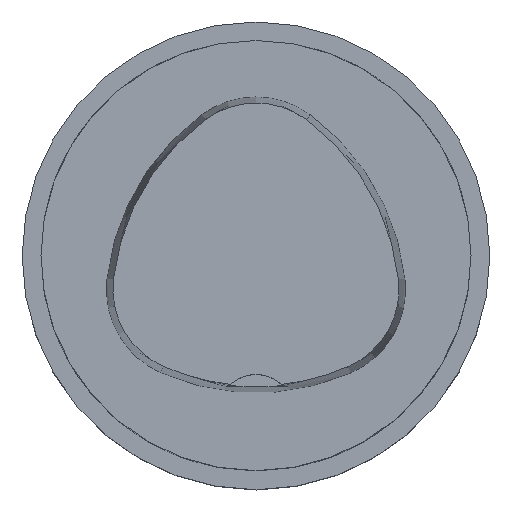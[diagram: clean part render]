
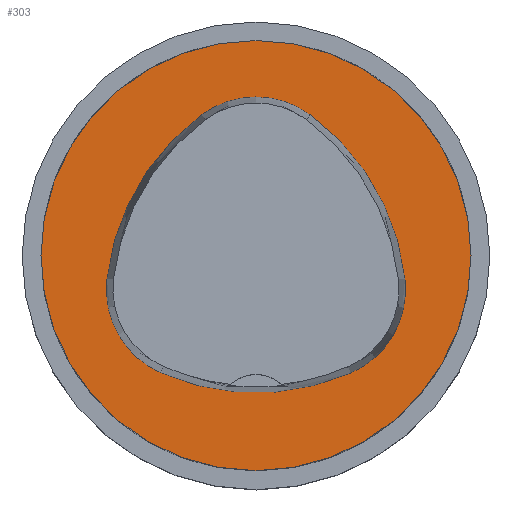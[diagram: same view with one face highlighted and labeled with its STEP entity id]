
A CAD part, top view. The second image highlights one B-rep face of the part: STEP entity #303.
In plain terms, the highlighted planar face has unit normal (0, 0, 1).
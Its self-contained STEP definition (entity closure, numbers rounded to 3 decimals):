
#229=PLANE('',#810);
#303=ADVANCED_FACE('',(#350,#351),#229,.T.);
#350=FACE_BOUND('',#396,.T.);
#351=FACE_BOUND('',#397,.T.);
#396=EDGE_LOOP('',(#533,#534,#535,#536,#537,#538));
#397=EDGE_LOOP('',(#539));
#533=ORIENTED_EDGE('',*,*,#708,.T.);
#534=ORIENTED_EDGE('',*,*,#688,.T.);
#535=ORIENTED_EDGE('',*,*,#692,.T.);
#536=ORIENTED_EDGE('',*,*,#695,.T.);
#537=ORIENTED_EDGE('',*,*,#698,.T.);
#538=ORIENTED_EDGE('',*,*,#706,.T.);
#539=ORIENTED_EDGE('',*,*,#679,.F.);
#612=VERTEX_POINT('',#1128);
#621=VERTEX_POINT('',#1147);
#622=VERTEX_POINT('',#1148);
#625=VERTEX_POINT('',#1156);
#627=VERTEX_POINT('',#1162);
#629=VERTEX_POINT('',#1168);
#636=VERTEX_POINT('',#1189);
#679=EDGE_CURVE('',#612,#612,#730,.T.);
#688=EDGE_CURVE('',#621,#622,#731,.T.);
#692=EDGE_CURVE('',#622,#625,#733,.T.);
#695=EDGE_CURVE('',#625,#627,#735,.T.);
#698=EDGE_CURVE('',#627,#629,#737,.T.);
#706=EDGE_CURVE('',#629,#636,#741,.T.);
#708=EDGE_CURVE('',#636,#621,#743,.T.);
#730=CIRCLE('',#782,40.0);
#731=CIRCLE('',#788,44.0);
#733=CIRCLE('',#791,17.0);
#735=CIRCLE('',#794,44.0);
#737=CIRCLE('',#797,17.0);
#741=CIRCLE('',#802,44.0);
#743=CIRCLE('',#805,17.0);
#782=AXIS2_PLACEMENT_3D('',#1127,#924,#925);
#788=AXIS2_PLACEMENT_3D('',#1146,#940,#941);
#791=AXIS2_PLACEMENT_3D('',#1155,#948,#949);
#794=AXIS2_PLACEMENT_3D('',#1161,#955,#956);
#797=AXIS2_PLACEMENT_3D('',#1167,#962,#963);
#802=AXIS2_PLACEMENT_3D('',#1190,#974,#975);
#805=AXIS2_PLACEMENT_3D('',#1193,#980,#981);
#810=AXIS2_PLACEMENT_3D('',#1198,#990,#991);
#924=DIRECTION('',(0.0,0.0,-1.0));
#925=DIRECTION('',(-1.0,0.0,0.0));
#940=DIRECTION('',(0.0,0.0,-1.0));
#941=DIRECTION('',(-1.0,0.0,0.0));
#948=DIRECTION('',(0.0,0.0,-1.0));
#949=DIRECTION('',(-1.0,0.0,0.0));
#955=DIRECTION('',(0.0,0.0,-1.0));
#956=DIRECTION('',(-1.0,0.0,0.0));
#962=DIRECTION('',(0.0,0.0,-1.0));
#963=DIRECTION('',(-1.0,0.0,0.0));
#974=DIRECTION('',(0.0,0.0,-1.0));
#975=DIRECTION('',(-1.0,0.0,0.0));
#980=DIRECTION('',(0.0,0.0,-1.0));
#981=DIRECTION('',(-1.0,0.0,0.0));
#990=DIRECTION('',(0.0,0.0,1.0));
#991=DIRECTION('',(1.0,0.0,0.0));
#1127=CARTESIAN_POINT('',(0.0,0.,0.0));
#1128=CARTESIAN_POINT('',(-40.0,0.,0.0));
#1146=CARTESIAN_POINT('',(16.01,-9.224,0.0));
#1147=CARTESIAN_POINT('',(-27.722,-4.378,0.0));
#1148=CARTESIAN_POINT('',(-10.119,26.178,0.0));
#1155=CARTESIAN_POINT('',(-0.023,12.5,0.0));
#1156=CARTESIAN_POINT('',(10.049,26.194,0.0));
#1161=CARTESIAN_POINT('',(-16.021,-9.25,0.0));
#1162=CARTESIAN_POINT('',(27.71,-4.394,0.0));
#1167=CARTESIAN_POINT('',(10.814,-6.27,0.0));
#1168=CARTESIAN_POINT('',(17.611,-21.852,0.0));
#1189=CARTESIAN_POINT('',(-17.652,-21.819,0.0));
#1190=CARTESIAN_POINT('',(0.017,18.477,0.0));
#1193=CARTESIAN_POINT('',(-10.825,-6.25,0.0));
#1198=CARTESIAN_POINT('',(0.0,0.,0.0));
